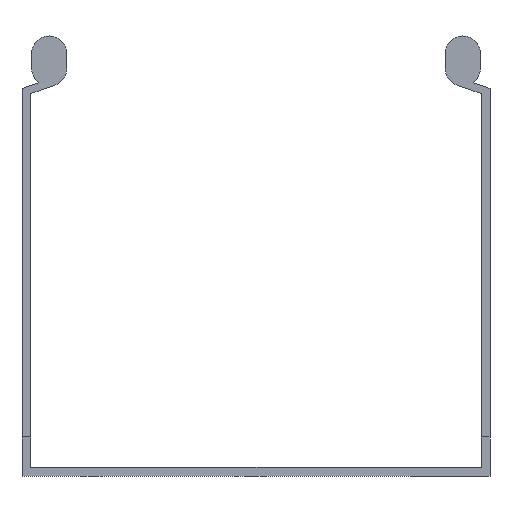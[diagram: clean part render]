
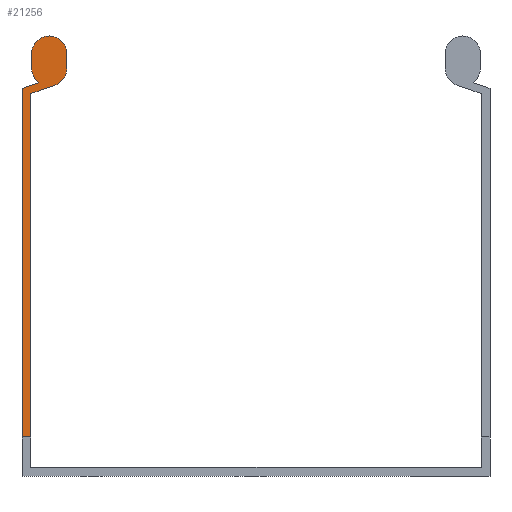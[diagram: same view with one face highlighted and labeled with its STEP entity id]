
A CAD part, front view. The second image highlights one B-rep face of the part: STEP entity #21256.
In plain terms, the highlighted planar face has unit normal (0, -1, 0).
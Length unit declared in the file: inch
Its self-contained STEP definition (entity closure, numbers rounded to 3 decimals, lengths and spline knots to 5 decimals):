
#298 = DIRECTION ( 'NONE',  ( 0., 0., 1. ) ) ;
#952 = DIRECTION ( 'NONE',  ( 0., 0., 1. ) ) ;
#1880 = CARTESIAN_POINT ( 'NONE',  ( -2.03985, 0.156, 3.84199 ) ) ;
#2951 = EDGE_CURVE ( 'NONE', #28778, #56064, #43505, .T. ) ;
#3375 = FACE_OUTER_BOUND ( 'NONE', #38836, .T. ) ;
#3730 = ORIENTED_EDGE ( 'NONE', *, *, #51223, .F. ) ;
#4208 = DIRECTION ( 'NONE',  ( 0., 0., 1. ) ) ;
#4938 = VECTOR ( 'NONE', #952, 39.37008 ) ;
#5032 = DIRECTION ( 'NONE',  ( -0.946, 0., -0.326 ) ) ;
#5039 = VERTEX_POINT ( 'NONE', #50233 ) ;
#5050 = ORIENTED_EDGE ( 'NONE', *, *, #16573, .F. ) ;
#5179 = VECTOR ( 'NONE', #49540, 39.37008 ) ;
#5551 = CIRCLE ( 'NONE', #22666, 0.16 ) ;
#5621 = LINE ( 'NONE', #25804, #57194 ) ;
#6088 = ORIENTED_EDGE ( 'NONE', *, *, #59336, .F. ) ;
#6263 = CARTESIAN_POINT ( 'NONE',  ( -1.87985, 0.156, 3.84199 ) ) ;
#6604 = CARTESIAN_POINT ( 'NONE',  ( -1.71985, 0.156, 3.84199 ) ) ;
#7095 = CARTESIAN_POINT ( 'NONE',  ( -2.03985, 0.156, 3.70558 ) ) ;
#7581 = CARTESIAN_POINT ( 'NONE',  ( -1.71985, 0.156, 3.84199 ) ) ;
#9364 = LINE ( 'NONE', #53246, #56285 ) ;
#10682 = DIRECTION ( 'NONE',  ( 0., 0., -1. ) ) ;
#10933 = EDGE_CURVE ( 'NONE', #60351, #5039, #37963, .T. ) ;
#11618 = CARTESIAN_POINT ( 'NONE',  ( -1.97566, 0.156, 3.57743 ) ) ;
#11736 = CIRCLE ( 'NONE', #13710, 0.16 ) ;
#13306 = VERTEX_POINT ( 'NONE', #49810 ) ;
#13710 = AXIS2_PLACEMENT_3D ( 'NONE', #45075, #44142, #10682 ) ;
#14488 = LINE ( 'NONE', #34068, #16130 ) ;
#16130 = VECTOR ( 'NONE', #5032, 39.37008 ) ;
#16573 = EDGE_CURVE ( 'NONE', #60351, #28778, #5621, .T. ) ;
#17992 = ORIENTED_EDGE ( 'NONE', *, *, #54941, .F. ) ;
#21184 = ORIENTED_EDGE ( 'NONE', *, *, #27853, .T. ) ;
#21256 = ADVANCED_FACE ( 'NONE', ( #3375 ), #35896, .T. ) ;
#22666 = AXIS2_PLACEMENT_3D ( 'NONE', #45411, #59296, #45101 ) ;
#25804 = CARTESIAN_POINT ( 'NONE',  ( -1.1668, 0.156, 0.35499 ) ) ;
#26504 = EDGE_CURVE ( 'NONE', #13306, #5039, #14488, .T. ) ;
#26911 = CARTESIAN_POINT ( 'NONE',  ( -2.03985, 0.156, 3.84199 ) ) ;
#27053 = CARTESIAN_POINT ( 'NONE',  ( -1.1668, 0.156, 0.35499 ) ) ;
#27853 = EDGE_CURVE ( 'NONE', #31360, #55814, #39425, .T. ) ;
#28778 = VERTEX_POINT ( 'NONE', #37034 ) ;
#30856 = DIRECTION ( 'NONE',  ( 0., 1., 0. ) ) ;
#31360 = VERTEX_POINT ( 'NONE', #41327 ) ;
#33599 = VERTEX_POINT ( 'NONE', #7095 ) ;
#34068 = CARTESIAN_POINT ( 'NONE',  ( -2.048, 0.156, 3.47861 ) ) ;
#34499 = CIRCLE ( 'NONE', #42543, 0.16 ) ;
#35896 = PLANE ( 'NONE',  #43030 ) ;
#36514 = DIRECTION ( 'NONE',  ( 0., -1., 0. ) ) ;
#36937 = VECTOR ( 'NONE', #4208, 39.37008 ) ;
#37034 = CARTESIAN_POINT ( 'NONE',  ( -2.128, 0.156, 0.35499 ) ) ;
#37394 = EDGE_CURVE ( 'NONE', #31360, #13306, #5551, .T. ) ;
#37654 = CARTESIAN_POINT ( 'NONE',  ( -2.048, 0.156, 3.47861 ) ) ;
#37963 = LINE ( 'NONE', #37654, #36937 ) ;
#38836 = EDGE_LOOP ( 'NONE', ( #39815, #55603, #48271, #21184, #3730, #6088, #17992, #52772, #56380, #5050 ) ) ;
#39425 = LINE ( 'NONE', #6604, #5179 ) ;
#39815 = ORIENTED_EDGE ( 'NONE', *, *, #10933, .T. ) ;
#40968 = CARTESIAN_POINT ( 'NONE',  ( -2.128, 0.156, 3.52498 ) ) ;
#41327 = CARTESIAN_POINT ( 'NONE',  ( -1.71985, 0.156, 3.70558 ) ) ;
#42543 = AXIS2_PLACEMENT_3D ( 'NONE', #6263, #30856, #50741 ) ;
#43030 = AXIS2_PLACEMENT_3D ( 'NONE', #27053, #36514, #55779 ) ;
#43505 = LINE ( 'NONE', #53632, #53167 ) ;
#44142 = DIRECTION ( 'NONE',  ( 0., 1., 0. ) ) ;
#44479 = LINE ( 'NONE', #1880, #4938 ) ;
#45065 = DIRECTION ( 'NONE',  ( -1., 0., 0. ) ) ;
#45075 = CARTESIAN_POINT ( 'NONE',  ( -1.87985, 0.156, 3.70558 ) ) ;
#45101 = DIRECTION ( 'NONE',  ( 0., 0., -1. ) ) ;
#45411 = CARTESIAN_POINT ( 'NONE',  ( -1.87985, 0.156, 3.70558 ) ) ;
#48180 = DIRECTION ( 'NONE',  ( -0.946, 0., -0.326 ) ) ;
#48271 = ORIENTED_EDGE ( 'NONE', *, *, #37394, .F. ) ;
#49540 = DIRECTION ( 'NONE',  ( 0., 0., 1. ) ) ;
#49810 = CARTESIAN_POINT ( 'NONE',  ( -1.8213, 0.156, 3.55667 ) ) ;
#50233 = CARTESIAN_POINT ( 'NONE',  ( -2.048, 0.156, 3.47861 ) ) ;
#50741 = DIRECTION ( 'NONE',  ( 0., 0., -1. ) ) ;
#51223 = EDGE_CURVE ( 'NONE', #54286, #55814, #34499, .T. ) ;
#51239 = VERTEX_POINT ( 'NONE', #11618 ) ;
#52772 = ORIENTED_EDGE ( 'NONE', *, *, #58291, .T. ) ;
#53167 = VECTOR ( 'NONE', #298, 39.37008 ) ;
#53246 = CARTESIAN_POINT ( 'NONE',  ( -2.128, 0.156, 3.52498 ) ) ;
#53632 = CARTESIAN_POINT ( 'NONE',  ( -2.128, 0.156, 3.52498 ) ) ;
#54286 = VERTEX_POINT ( 'NONE', #26911 ) ;
#54941 = EDGE_CURVE ( 'NONE', #51239, #33599, #11736, .T. ) ;
#55603 = ORIENTED_EDGE ( 'NONE', *, *, #26504, .F. ) ;
#55779 = DIRECTION ( 'NONE',  ( -1., 0., 0. ) ) ;
#55814 = VERTEX_POINT ( 'NONE', #7581 ) ;
#56064 = VERTEX_POINT ( 'NONE', #40968 ) ;
#56285 = VECTOR ( 'NONE', #48180, 39.37008 ) ;
#56380 = ORIENTED_EDGE ( 'NONE', *, *, #2951, .F. ) ;
#57194 = VECTOR ( 'NONE', #45065, 39.37008 ) ;
#58291 = EDGE_CURVE ( 'NONE', #51239, #56064, #9364, .T. ) ;
#59296 = DIRECTION ( 'NONE',  ( 0., 1., 0. ) ) ;
#59336 = EDGE_CURVE ( 'NONE', #33599, #54286, #44479, .T. ) ;
#60351 = VERTEX_POINT ( 'NONE', #61338 ) ;
#61338 = CARTESIAN_POINT ( 'NONE',  ( -2.048, 0.156, 0.35499 ) ) ;
